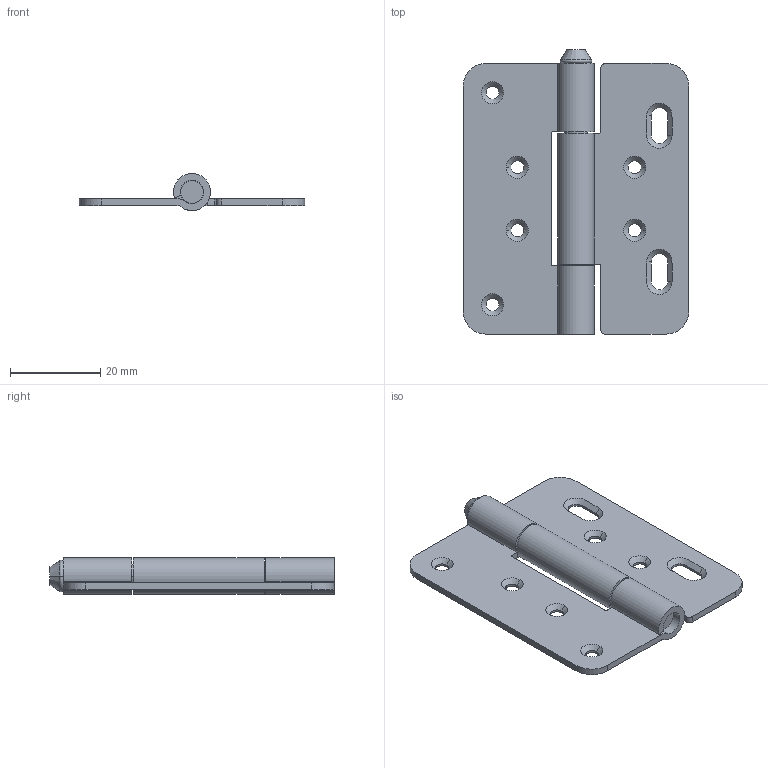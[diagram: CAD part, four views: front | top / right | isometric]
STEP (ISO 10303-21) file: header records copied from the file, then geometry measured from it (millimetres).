
FILE_DESCRIPTION(/* description */ (''),/* implementation_level */ '2;1');
FILE_NAME(/* name */ 'JL012',/* time_stamp */ '2024-09-02T09:23:40+08:00',/* author */ (''),/* organization */ (''),/* preprocessor_version */ 'ST-DEVELOPER v19.2',/* originating_system */ 'Rhino 8.5',/* authorisation */ '');
FILE_SCHEMA (('CONFIG_CONTROL_DESIGN'));
Length unit declared in the file: millimetre
Products named in the file (1): Document
Bounding box: 50 x 63 x 8.2 mm (x, y, z)
Volume: 6508.4 mm3; surface area: 8907.8 mm2
Topology: 3 solids, 3 shells, 95 faces, 230 edges, 142 vertices
Faces by surface type: cylinder 40, plane 35, bspline 20
Entity records: 3283 total; most frequent: CARTESIAN_POINT 1252, ORIENTED_EDGE 460, DIRECTION 274, EDGE_CURVE 230, AXIS2_PLACEMENT_3D 172, VERTEX_POINT 142, EDGE_LOOP 112, TRIMMED_CURVE 100
